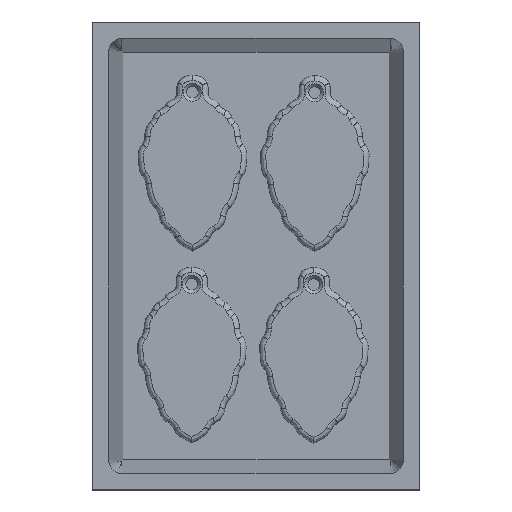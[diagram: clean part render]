
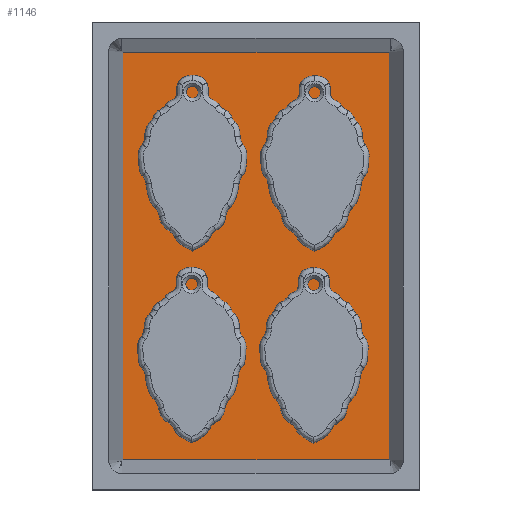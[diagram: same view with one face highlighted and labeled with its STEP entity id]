
A CAD part, top view. The second image highlights one B-rep face of the part: STEP entity #1146.
In plain terms, the highlighted planar face has unit normal (0, 0, 1).
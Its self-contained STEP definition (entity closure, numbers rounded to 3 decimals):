
#212=PLANE('',#1250);
#227=FACE_OUTER_BOUND('',#302,.T.);
#302=EDGE_LOOP('',(#788,#789,#790,#791));
#380=LINE('',#1468,#418);
#386=LINE('',#1483,#424);
#387=LINE('',#1485,#425);
#388=LINE('',#1486,#426);
#418=VECTOR('',#1314,10.);
#424=VECTOR('',#1326,10.);
#425=VECTOR('',#1327,10.);
#426=VECTOR('',#1328,10.);
#487=VERTEX_POINT('',#1465);
#488=VERTEX_POINT('',#1467);
#494=VERTEX_POINT('',#1482);
#495=VERTEX_POINT('',#1484);
#599=EDGE_CURVE('',#488,#487,#380,.F.);
#606=EDGE_CURVE('',#494,#488,#386,.F.);
#607=EDGE_CURVE('',#487,#495,#387,.F.);
#608=EDGE_CURVE('',#495,#494,#388,.F.);
#788=ORIENTED_EDGE('',*,*,#606,.T.);
#789=ORIENTED_EDGE('',*,*,#599,.T.);
#790=ORIENTED_EDGE('',*,*,#607,.T.);
#791=ORIENTED_EDGE('',*,*,#608,.T.);
#1146=ADVANCED_FACE('',(#227),#212,.T.);
#1250=AXIS2_PLACEMENT_3D('',#1481,#1324,#1325);
#1314=DIRECTION('',(1.,0.,0.));
#1324=DIRECTION('center_axis',(0.,0.,1.));
#1325=DIRECTION('ref_axis',(1.,0.,0.));
#1326=DIRECTION('',(0.,-1.,0.));
#1327=DIRECTION('',(0.,1.,0.));
#1328=DIRECTION('',(-1.,0.,0.));
#1465=CARTESIAN_POINT('',(9.251,133.749,5.));
#1467=CARTESIAN_POINT('',(90.749,133.749,5.));
#1468=CARTESIAN_POINT('',(75.,133.749,5.));
#1481=CARTESIAN_POINT('Origin',(50.,71.5,5.));
#1482=CARTESIAN_POINT('',(90.749,9.251,5.));
#1483=CARTESIAN_POINT('',(90.749,35.75,5.));
#1484=CARTESIAN_POINT('',(9.251,9.251,5.));
#1485=CARTESIAN_POINT('',(9.251,107.25,5.));
#1486=CARTESIAN_POINT('',(25.,9.251,5.));
